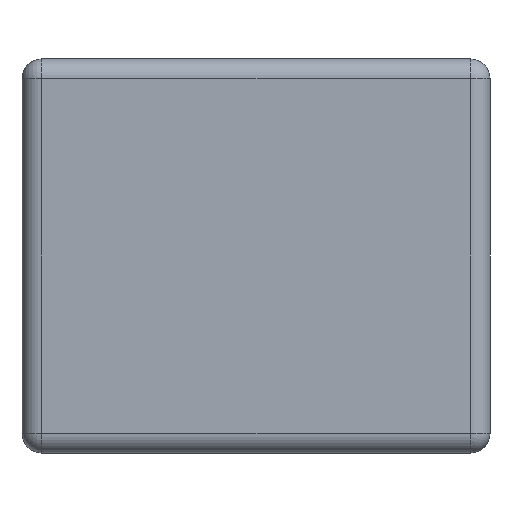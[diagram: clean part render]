
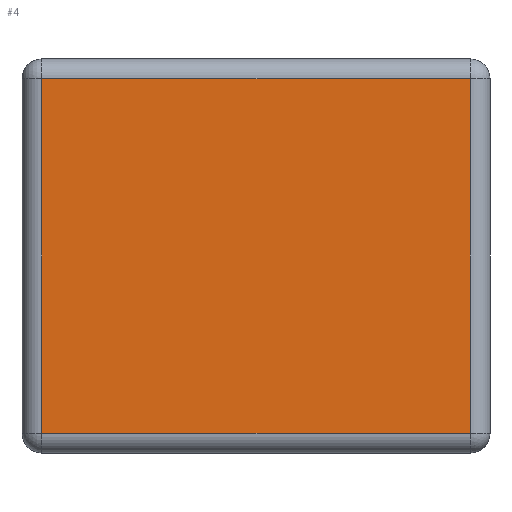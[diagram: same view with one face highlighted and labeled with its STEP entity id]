
A CAD part, left-side view. The second image highlights one B-rep face of the part: STEP entity #4.
In plain terms, the highlighted planar face has unit normal (-1, 0, 0).
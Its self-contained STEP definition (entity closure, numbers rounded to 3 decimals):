
#4 = ADVANCED_FACE ( 'NONE', ( #413 ), #909, .F. ) ;
#11 = VERTEX_POINT ( 'NONE', #1188 ) ;
#15 = EDGE_LOOP ( 'NONE', ( #777, #82, #372, #173 ) ) ;
#38 = CARTESIAN_POINT ( 'NONE',  ( -1.6, 0.08, -0.8 ) ) ;
#82 = ORIENTED_EDGE ( 'NONE', *, *, #645, .T. ) ;
#112 = DIRECTION ( 'NONE',  ( 1., 0., 0. ) ) ;
#156 = CARTESIAN_POINT ( 'NONE',  ( -1.6, 1.82, -0.72 ) ) ;
#173 = ORIENTED_EDGE ( 'NONE', *, *, #1114, .T. ) ;
#258 = LINE ( 'NONE', #38, #1130 ) ;
#320 = EDGE_CURVE ( 'NONE', #1055, #672, #597, .T. ) ;
#354 = DIRECTION ( 'NONE',  ( 0., -1., 0. ) ) ;
#372 = ORIENTED_EDGE ( 'NONE', *, *, #648, .T. ) ;
#410 = DIRECTION ( 'NONE',  ( 0., 1., 0. ) ) ;
#413 = FACE_OUTER_BOUND ( 'NONE', #15, .T. ) ;
#430 = CARTESIAN_POINT ( 'NONE',  ( -1.6, 0.08, 0.72 ) ) ;
#496 = CARTESIAN_POINT ( 'NONE',  ( -1.6, 1.82, 0.72 ) ) ;
#510 = CARTESIAN_POINT ( 'NONE',  ( -1.6, 1.82, -0.8 ) ) ;
#513 = VERTEX_POINT ( 'NONE', #430 ) ;
#553 = VECTOR ( 'NONE', #354, 1000. ) ;
#597 = LINE ( 'NONE', #510, #1105 ) ;
#599 = LINE ( 'NONE', #1097, #1211 ) ;
#645 = EDGE_CURVE ( 'NONE', #672, #11, #1146, .T. ) ;
#648 = EDGE_CURVE ( 'NONE', #11, #513, #258, .T. ) ;
#672 = VERTEX_POINT ( 'NONE', #156 ) ;
#777 = ORIENTED_EDGE ( 'NONE', *, *, #320, .T. ) ;
#801 = DIRECTION ( 'NONE',  ( 0., 0., -1. ) ) ;
#829 = DIRECTION ( 'NONE',  ( 0., 0., 1. ) ) ;
#854 = CARTESIAN_POINT ( 'NONE',  ( -1.6, 1.9, -0.72 ) ) ;
#906 = DIRECTION ( 'NONE',  ( 0., 0., -1. ) ) ;
#909 = PLANE ( 'NONE',  #1173 ) ;
#995 = CARTESIAN_POINT ( 'NONE',  ( -1.6, 1.9, -0.8 ) ) ;
#1055 = VERTEX_POINT ( 'NONE', #496 ) ;
#1097 = CARTESIAN_POINT ( 'NONE',  ( -1.6, 1.9, 0.72 ) ) ;
#1105 = VECTOR ( 'NONE', #906, 1000. ) ;
#1114 = EDGE_CURVE ( 'NONE', #513, #1055, #599, .T. ) ;
#1130 = VECTOR ( 'NONE', #829, 1000. ) ;
#1146 = LINE ( 'NONE', #854, #553 ) ;
#1173 = AXIS2_PLACEMENT_3D ( 'NONE', #995, #112, #801 ) ;
#1188 = CARTESIAN_POINT ( 'NONE',  ( -1.6, 0.08, -0.72 ) ) ;
#1211 = VECTOR ( 'NONE', #410, 1000. ) ;
